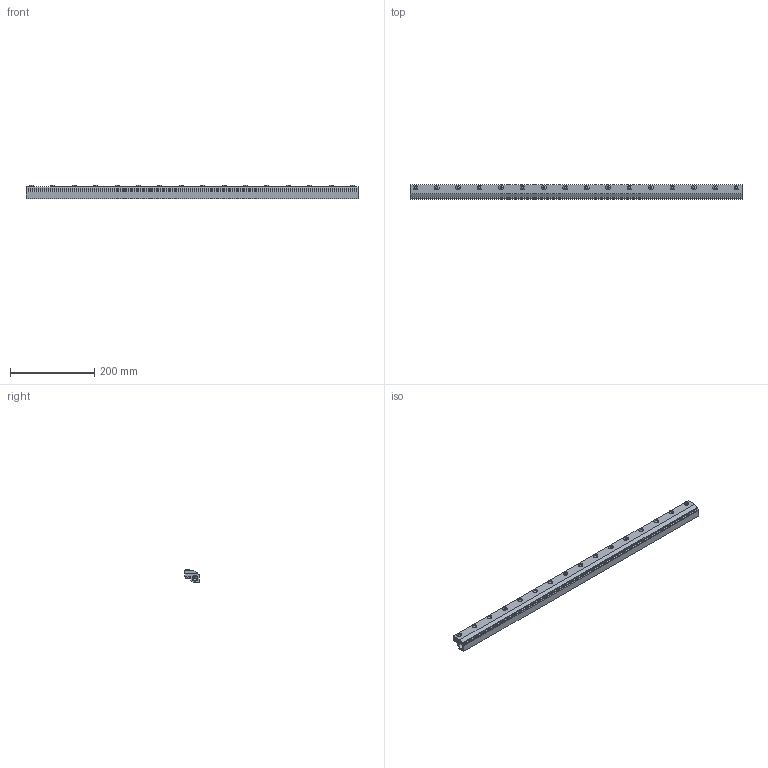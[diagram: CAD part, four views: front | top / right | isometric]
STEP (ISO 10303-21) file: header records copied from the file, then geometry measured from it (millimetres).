
FILE_DESCRIPTION(('STEP AP203'),'1');
FILE_NAME('2230.stp','2024-10-24T08:31:45',('TraceParts'),('TraceParts S.A.'),'Spatial InterOp 3D',' ',' ');
FILE_SCHEMA(('CONFIG_CONTROL_DESIGN'));
Length unit declared in the file: millimetre
Products named in the file (1): 1
Bounding box: 787.4 x 34.92 x 31.13 mm (x, y, z)
Volume: 536713.6 mm3; surface area: 161704.6 mm2
Topology: 34 solids, 34 shells, 546 faces, 1311 edges, 867 vertices
Faces by surface type: bspline 294, plane 148, cylinder 100, cone 4
Entity records: 18830 total; most frequent: CARTESIAN_POINT 6595, ORIENTED_EDGE 2620, DIRECTION 2201, EDGE_CURVE 1310, VERTEX_POINT 868, AXIS2_PLACEMENT_3D 738, LINE 725, VECTOR 725
